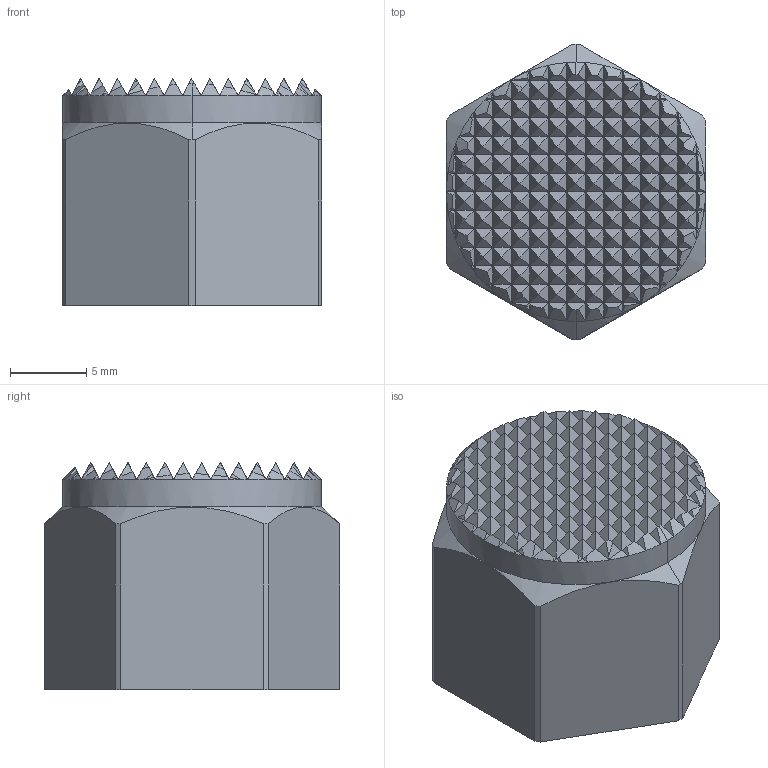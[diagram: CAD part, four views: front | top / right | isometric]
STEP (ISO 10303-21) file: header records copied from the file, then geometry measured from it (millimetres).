
FILE_DESCRIPTION(('STEP AP214'),'1');
FILE_NAME('HALDERN_EH_22690_0521.stp','2017-07-04T09:12:46',('TraceParts'),('TraceParts S.A.'),'Spatial InterOp 3D',' ',' ');
FILE_SCHEMA(('automotive_design'));
Length unit declared in the file: millimetre
Products named in the file (1): HALDERN_EH_22690_0521
Bounding box: 17 x 19.4 x 14.91 mm (x, y, z)
Volume: 3135.7 mm3; surface area: 1709.9 mm2
Topology: 1 solids, 1 shells, 761 faces, 1275 edges, 515 vertices
Faces by surface type: plane 677, cone 74, cylinder 10
Entity records: 22019 total; most frequent: CARTESIAN_POINT 2970, DIRECTION 2665, ORIENTED_EDGE 2546, EDGE_CURVE 1273, LINE 985, VECTOR 985, AXIS2_PLACEMENT_3D 840, STYLED_ITEM 762
